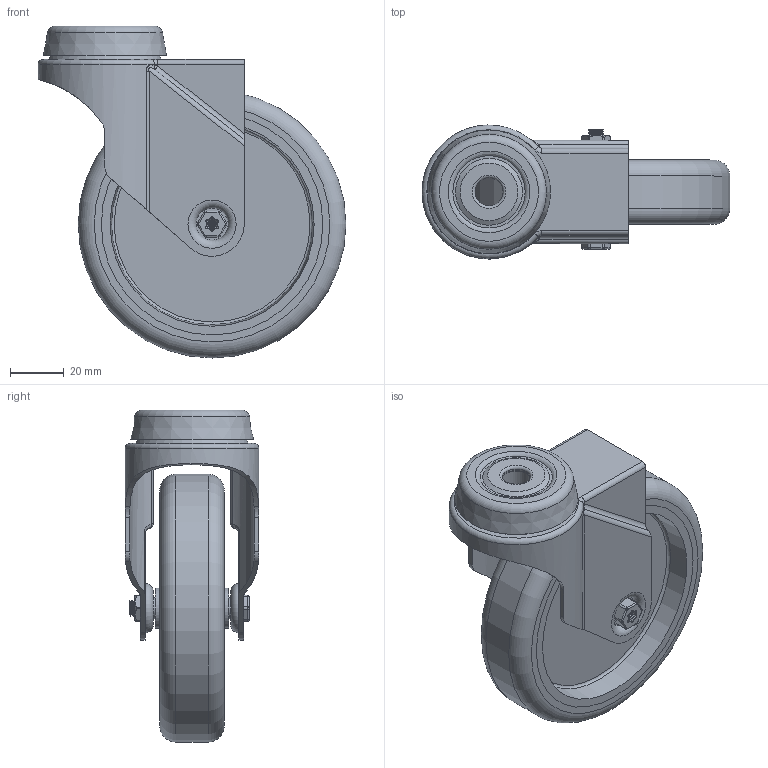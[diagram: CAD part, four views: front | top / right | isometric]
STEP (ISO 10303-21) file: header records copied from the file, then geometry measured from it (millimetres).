
FILE_DESCRIPTION(/* description */ ('','CAx-IF Rec.Pracs.---Representation and Presentation of Product Manufacturing Information (PMI)---4.0---2014-10-13'),/* implementation_level */ '2;1');
FILE_NAME(/* name */ 'BZRA100VGRBH10.step',/* time_stamp */ '2025-03-07T08:55:37Z',/* author */ (''),/* organization */ (''),/* preprocessor_version */ 'ST-DEVELOPER v20',/* originating_system */ 'Autodesk Translation Framework v13.20.0.188',/* authorisation */ '');
FILE_SCHEMA (('AP242_MANAGED_MODEL_BASED_3D_ENGINEERING_MIM_LF { 1 0 10303 442 1 1 4 }'));
Length unit declared in the file: millimetre
Products named in the file (13): BZRA100VGRBH10; BZRA100ASBH10 v1; ZINC PLATED PRESSED STEEL HEAD; ZINC PLATED PRESSED STEEL FORKS; BZL100WVGR8 v1; THERMOPLASTIC RUBBER TYRE; POLYPROPYLENE RIM; TUBEM8X30 v1; ZINC PLATED AXLE TUBE; BOLTBZRA6MM v2; ZINC PLATED AXLE BOLT; NM6GR8HALFGR8 v1; ZINC PLATED LOCKING NUT
Assembly tree (12 placements, depth 3):
  BZRA100VGRBH10
    BZRA100ASBH10 v1
      ZINC PLATED PRESSED STEEL HEAD
      ZINC PLATED PRESSED STEEL FORKS
    BZL100WVGR8 v1
      THERMOPLASTIC RUBBER TYRE
      POLYPROPYLENE RIM
    TUBEM8X30 v1
      ZINC PLATED AXLE TUBE
    BOLTBZRA6MM v2
      ZINC PLATED AXLE BOLT
    NM6GR8HALFGR8 v1
      ZINC PLATED LOCKING NUT
Bounding box: 115 x 50 x 124 mm (x, y, z)
Volume: 137558 mm3; surface area: 72418.6 mm2
Topology: 7 solids, 7 shells, 280 faces, 666 edges, 414 vertices
Faces by surface type: cylinder 107, plane 61, bspline 48, torus 38, cone 22, sphere 4
Full cylindrical faces by diameter (mm): 4.744 x2, 5.884 x4, 6 x2, 6.3 x1, 6.4 x1, 7.95 x1, 8 x1, 8.2 x1, 8.3 x1, 10.5 x1, 10.561 x1, 14.761 x1, 15 x2, 18 x1, 30 x1, 39 x1, 82.75 x2, 100 x1
Entity records: 18906 total; most frequent: CARTESIAN_POINT 12220, DIRECTION 1372, ORIENTED_EDGE 1320, EDGE_CURVE 660, AXIS2_PLACEMENT_3D 598, VERTEX_POINT 414, EDGE_LOOP 316, CIRCLE 308
